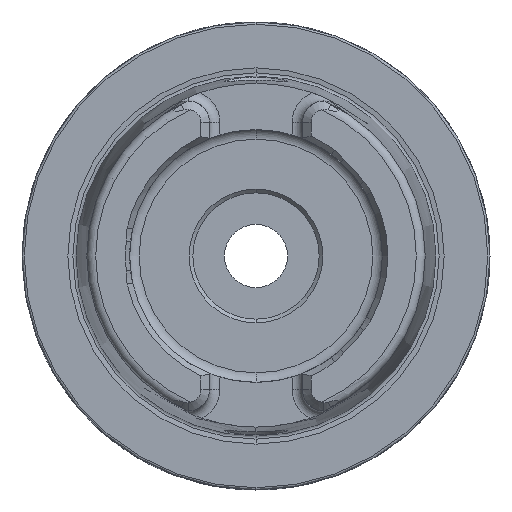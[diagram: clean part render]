
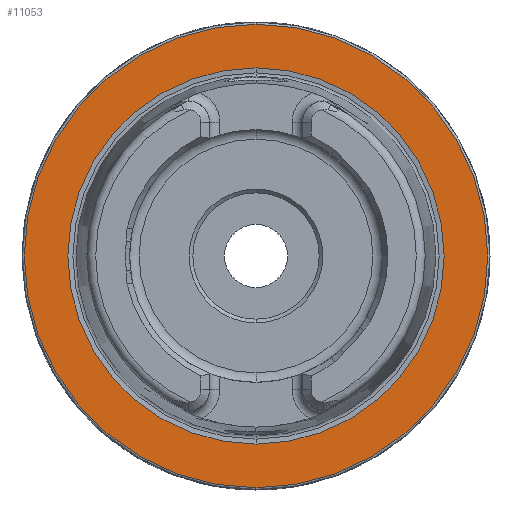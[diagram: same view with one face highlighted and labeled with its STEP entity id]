
A CAD part, left-side view. The second image highlights one B-rep face of the part: STEP entity #11053.
In plain terms, the highlighted planar face has unit normal (-1, 0, 0).
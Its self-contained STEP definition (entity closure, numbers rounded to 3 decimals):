
#672 = EDGE_LOOP ( 'NONE', ( #1922, #1928 ) ) ;
#689 = EDGE_LOOP ( 'NONE', ( #1973, #1982 ) ) ;
#1300 = CIRCLE ( 'NONE', #4086, 31.2 ) ;
#1303 = CIRCLE ( 'NONE', #4081, 25.324 ) ;
#1922 = ORIENTED_EDGE ( 'NONE', *, *, #9214, .F. ) ;
#1928 = ORIENTED_EDGE ( 'NONE', *, *, #5828, .F. ) ;
#1973 = ORIENTED_EDGE ( 'NONE', *, *, #5817, .T. ) ;
#1982 = ORIENTED_EDGE ( 'NONE', *, *, #9215, .T. ) ;
#3655 = CARTESIAN_POINT ( 'NONE',  ( 0., 0., -31.2 ) ) ;
#4081 = AXIS2_PLACEMENT_3D ( 'NONE', #10277, #10276, #10275 ) ;
#4086 = AXIS2_PLACEMENT_3D ( 'NONE', #10288, #10287, #10286 ) ;
#4607 = AXIS2_PLACEMENT_3D ( 'NONE', #9738, #9744, #9745 ) ;
#4793 = CARTESIAN_POINT ( 'NONE',  ( 0., 0., 0. ) ) ;
#4794 = DIRECTION ( 'NONE',  ( -1., 0., 0. ) ) ;
#4795 = DIRECTION ( 'NONE',  ( 0., 0., 1. ) ) ;
#4796 = CARTESIAN_POINT ( 'NONE',  ( 0., 0., 0. ) ) ;
#4797 = DIRECTION ( 'NONE',  ( -1., 0., 0. ) ) ;
#4798 = DIRECTION ( 'NONE',  ( 0., 0., 1. ) ) ;
#5817 = EDGE_CURVE ( 'NONE', #6730, #6908, #1300, .T. ) ;
#5828 = EDGE_CURVE ( 'NONE', #6707, #6658, #1303, .T. ) ;
#6051 = CARTESIAN_POINT ( 'NONE',  ( 0., 0., 31.2 ) ) ;
#6077 = CARTESIAN_POINT ( 'NONE',  ( 0., 0., -25.324 ) ) ;
#6142 = CARTESIAN_POINT ( 'NONE',  ( 0., 0., 25.324 ) ) ;
#6658 = VERTEX_POINT ( 'NONE', #6142 ) ;
#6707 = VERTEX_POINT ( 'NONE', #6077 ) ;
#6730 = VERTEX_POINT ( 'NONE', #6051 ) ;
#6908 = VERTEX_POINT ( 'NONE', #3655 ) ;
#7275 = CIRCLE ( 'NONE', #10687, 25.324 ) ;
#7276 = CIRCLE ( 'NONE', #10688, 31.2 ) ;
#7826 = FACE_OUTER_BOUND ( 'NONE', #689, .T. ) ;
#7833 = FACE_BOUND ( 'NONE', #672, .T. ) ;
#9214 = EDGE_CURVE ( 'NONE', #6658, #6707, #7275, .T. ) ;
#9215 = EDGE_CURVE ( 'NONE', #6908, #6730, #7276, .T. ) ;
#9738 = CARTESIAN_POINT ( 'NONE',  ( 0., 31.2, 0. ) ) ;
#9739 = PLANE ( 'NONE',  #4607 ) ;
#9744 = DIRECTION ( 'NONE',  ( 1., 0., 0. ) ) ;
#9745 = DIRECTION ( 'NONE',  ( 0., 0., -1. ) ) ;
#10275 = DIRECTION ( 'NONE',  ( 0., 0., 1. ) ) ;
#10276 = DIRECTION ( 'NONE',  ( -1., 0., 0. ) ) ;
#10277 = CARTESIAN_POINT ( 'NONE',  ( 0., 0., 0. ) ) ;
#10286 = DIRECTION ( 'NONE',  ( 0., 0., 1. ) ) ;
#10287 = DIRECTION ( 'NONE',  ( -1., 0., 0. ) ) ;
#10288 = CARTESIAN_POINT ( 'NONE',  ( 0., 0., 0. ) ) ;
#10687 = AXIS2_PLACEMENT_3D ( 'NONE', #4793, #4794, #4795 ) ;
#10688 = AXIS2_PLACEMENT_3D ( 'NONE', #4796, #4797, #4798 ) ;
#11053 = ADVANCED_FACE ( 'NONE', ( #7833, #7826 ), #9739, .F. ) ;
